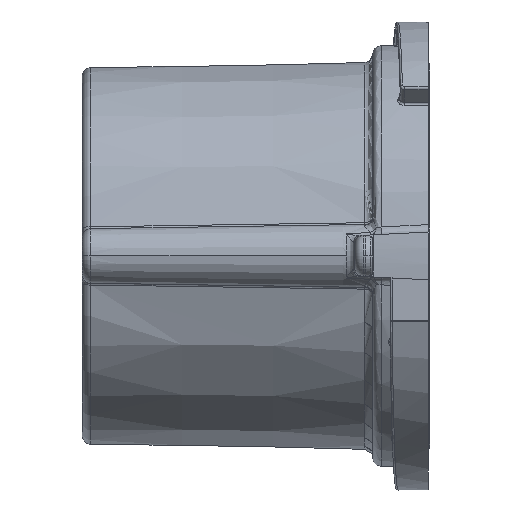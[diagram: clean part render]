
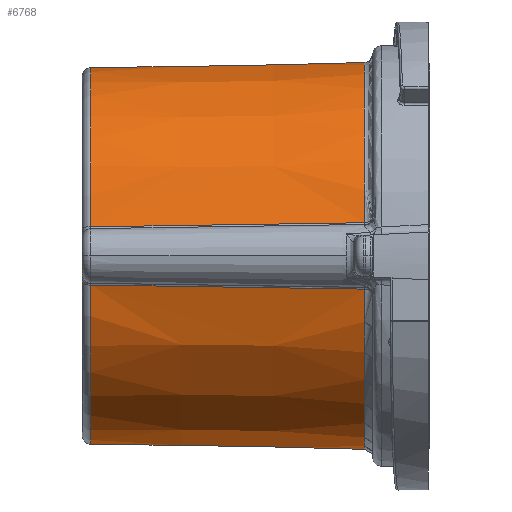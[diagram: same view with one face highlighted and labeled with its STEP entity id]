
A CAD part, left-side view. The second image highlights one B-rep face of the part: STEP entity #6768.
In plain terms, the highlighted conical face has half-angle 1 degrees and reference radius 44.75 mm.
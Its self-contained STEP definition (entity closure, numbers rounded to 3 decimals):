
#12 = CARTESIAN_POINT ( 'NONE',  ( -44.052, 14.765, -7.675 ) ) ;
#92 = AXIS2_PLACEMENT_3D ( 'NONE', #10109, #3789, #11199 ) ;
#540 = EDGE_LOOP ( 'NONE', ( #4972, #5114, #5015, #11305 ) ) ;
#940 = B_SPLINE_CURVE_WITH_KNOTS ( 'NONE', 3,
 ( #2280, #8367, #4375, #6014 ),
 .UNSPECIFIED., .F., .F.,
 ( 4, 4 ),
 ( 0.002, 0.065 ),
 .UNSPECIFIED. ) ;
#1045 = DIRECTION ( 'NONE',  ( 0., 1., 0. ) ) ;
#1710 = DIRECTION ( 'NONE',  ( 0., -1., 0. ) ) ;
#1769 = CIRCLE ( 'NONE', #3455, 44.716 ) ;
#1890 = EDGE_CURVE ( 'NONE', #10751, #9077, #940, .T. ) ;
#2209 = AXIS2_PLACEMENT_3D ( 'NONE', #8044, #1710, #2771 ) ;
#2280 = CARTESIAN_POINT ( 'NONE',  ( -43.088, 78.035, 6.733 ) ) ;
#2771 = DIRECTION ( 'NONE',  ( -1., 0., 0. ) ) ;
#3455 = AXIS2_PLACEMENT_3D ( 'NONE', #7385, #1045, #8429 ) ;
#3496 = EDGE_CURVE ( 'NONE', #9077, #8490, #1769, .T. ) ;
#3789 = DIRECTION ( 'NONE',  ( 0., -1., 0. ) ) ;
#4146 = CARTESIAN_POINT ( 'NONE',  ( -44.052, 14.765, 7.675 ) ) ;
#4217 = CARTESIAN_POINT ( 'NONE',  ( -43.088, 78.035, -6.733 ) ) ;
#4375 = CARTESIAN_POINT ( 'NONE',  ( -43.731, 35.855, 7.374 ) ) ;
#4972 = ORIENTED_EDGE ( 'NONE', *, *, #1890, .T. ) ;
#5015 = ORIENTED_EDGE ( 'NONE', *, *, #5107, .T. ) ;
#5107 = EDGE_CURVE ( 'NONE', #8490, #12612, #13057, .T. ) ;
#5114 = ORIENTED_EDGE ( 'NONE', *, *, #3496, .T. ) ;
#5290 = CARTESIAN_POINT ( 'NONE',  ( -43.41, 56.945, -7.062 ) ) ;
#6014 = CARTESIAN_POINT ( 'NONE',  ( -44.052, 14.765, 7.675 ) ) ;
#6702 = EDGE_CURVE ( 'NONE', #12612, #10751, #9670, .T. ) ;
#6768 = ADVANCED_FACE ( 'NONE', ( #12140 ), #11817, .T. ) ;
#7385 = CARTESIAN_POINT ( 'NONE',  ( 0., 14.765, 0. ) ) ;
#7426 = CARTESIAN_POINT ( 'NONE',  ( -43.088, 78.035, -6.733 ) ) ;
#8044 = CARTESIAN_POINT ( 'NONE',  ( 0., 12.8, 0. ) ) ;
#8367 = CARTESIAN_POINT ( 'NONE',  ( -43.41, 56.945, 7.062 ) ) ;
#8429 = DIRECTION ( 'NONE',  ( 1., 0., 0. ) ) ;
#8490 = VERTEX_POINT ( 'NONE', #13302 ) ;
#9077 = VERTEX_POINT ( 'NONE', #4146 ) ;
#9670 = CIRCLE ( 'NONE', #92, 43.611 ) ;
#10109 = CARTESIAN_POINT ( 'NONE',  ( 0., 78.035, 0. ) ) ;
#10751 = VERTEX_POINT ( 'NONE', #13053 ) ;
#11199 = DIRECTION ( 'NONE',  ( -1., 0., 0. ) ) ;
#11305 = ORIENTED_EDGE ( 'NONE', *, *, #6702, .T. ) ;
#11817 = CONICAL_SURFACE ( 'NONE', #2209, 44.75, 0.017 ) ;
#12140 = FACE_OUTER_BOUND ( 'NONE', #540, .T. ) ;
#12612 = VERTEX_POINT ( 'NONE', #4217 ) ;
#12673 = CARTESIAN_POINT ( 'NONE',  ( -43.731, 35.855, -7.374 ) ) ;
#13053 = CARTESIAN_POINT ( 'NONE',  ( -43.088, 78.035, 6.733 ) ) ;
#13057 = B_SPLINE_CURVE_WITH_KNOTS ( 'NONE', 3,
 ( #12, #12673, #5290, #7426 ),
 .UNSPECIFIED., .F., .F.,
 ( 4, 4 ),
 ( 0.001, 0.064 ),
 .UNSPECIFIED. ) ;
#13302 = CARTESIAN_POINT ( 'NONE',  ( -44.052, 14.765, -7.675 ) ) ;
